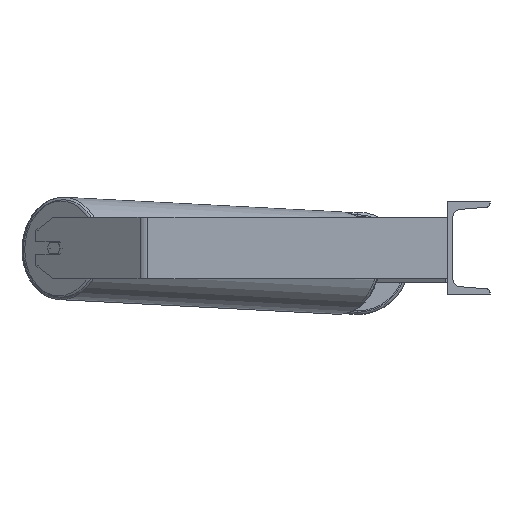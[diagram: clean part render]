
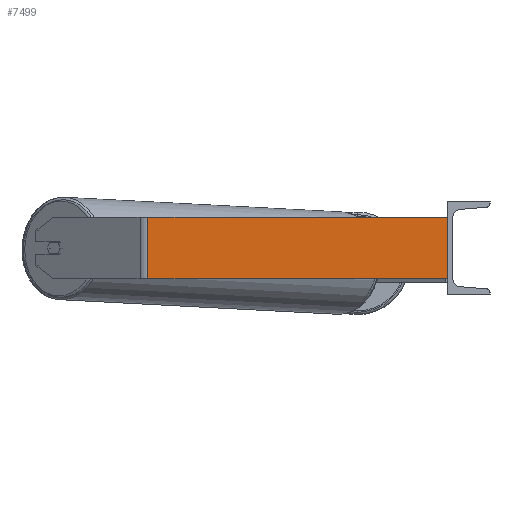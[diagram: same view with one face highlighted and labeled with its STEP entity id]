
A CAD part, left-side view. The second image highlights one B-rep face of the part: STEP entity #7499.
In plain terms, the highlighted planar face has unit normal (-1, 0, 0).
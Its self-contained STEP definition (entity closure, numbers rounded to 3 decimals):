
#361 = EDGE_CURVE ( 'NONE', #4396, #4772, #700, .T. ) ;
#700 = LINE ( 'NONE', #1464, #4296 ) ;
#926 = FACE_OUTER_BOUND ( 'NONE', #4906, .T. ) ;
#1134 = ORIENTED_EDGE ( 'NONE', *, *, #7656, .F. ) ;
#1464 = CARTESIAN_POINT ( 'NONE',  ( -885., 394.339, 40. ) ) ;
#1653 = LINE ( 'NONE', #5249, #8717 ) ;
#2144 = CARTESIAN_POINT ( 'NONE',  ( -885., 0., -40. ) ) ;
#2189 = DIRECTION ( 'NONE',  ( 0., 1., 0. ) ) ;
#2540 = CARTESIAN_POINT ( 'NONE',  ( -885., 394.339, -40. ) ) ;
#2804 = CARTESIAN_POINT ( 'NONE',  ( -885., 388.515, 40. ) ) ;
#3134 = VERTEX_POINT ( 'NONE', #3337 ) ;
#3337 = CARTESIAN_POINT ( 'NONE',  ( -885., 388.515, -40. ) ) ;
#3891 = ORIENTED_EDGE ( 'NONE', *, *, #4898, .T. ) ;
#4103 = DIRECTION ( 'NONE',  ( 0., -1., 0. ) ) ;
#4296 = VECTOR ( 'NONE', #7028, 1000. ) ;
#4396 = VERTEX_POINT ( 'NONE', #8155 ) ;
#4558 = CARTESIAN_POINT ( 'NONE',  ( -885., 0., 40. ) ) ;
#4661 = VERTEX_POINT ( 'NONE', #2144 ) ;
#4772 = VERTEX_POINT ( 'NONE', #4558 ) ;
#4898 = EDGE_CURVE ( 'NONE', #3134, #4661, #6847, .T. ) ;
#4906 = EDGE_LOOP ( 'NONE', ( #3891, #1134, #7783, #5824 ) ) ;
#4924 = LINE ( 'NONE', #2804, #6684 ) ;
#5249 = CARTESIAN_POINT ( 'NONE',  ( -885., 0., 40. ) ) ;
#5760 = PLANE ( 'NONE',  #9001 ) ;
#5805 = VECTOR ( 'NONE', #4103, 1000. ) ;
#5824 = ORIENTED_EDGE ( 'NONE', *, *, #7896, .T. ) ;
#6684 = VECTOR ( 'NONE', #7723, 1000. ) ;
#6847 = LINE ( 'NONE', #2540, #5805 ) ;
#7028 = DIRECTION ( 'NONE',  ( 0., -1., 0. ) ) ;
#7080 = DIRECTION ( 'NONE',  ( 1., 0., 0. ) ) ;
#7499 = ADVANCED_FACE ( 'NONE', ( #926 ), #5760, .F. ) ;
#7656 = EDGE_CURVE ( 'NONE', #4772, #4661, #1653, .T. ) ;
#7682 = CARTESIAN_POINT ( 'NONE',  ( -885., 394.339, 40. ) ) ;
#7723 = DIRECTION ( 'NONE',  ( 0., 0., -1. ) ) ;
#7783 = ORIENTED_EDGE ( 'NONE', *, *, #361, .F. ) ;
#7896 = EDGE_CURVE ( 'NONE', #4396, #3134, #4924, .T. ) ;
#8080 = DIRECTION ( 'NONE',  ( 0., 0., -1. ) ) ;
#8155 = CARTESIAN_POINT ( 'NONE',  ( -885., 388.515, 40. ) ) ;
#8717 = VECTOR ( 'NONE', #8080, 1000. ) ;
#9001 = AXIS2_PLACEMENT_3D ( 'NONE', #7682, #7080, #2189 ) ;
